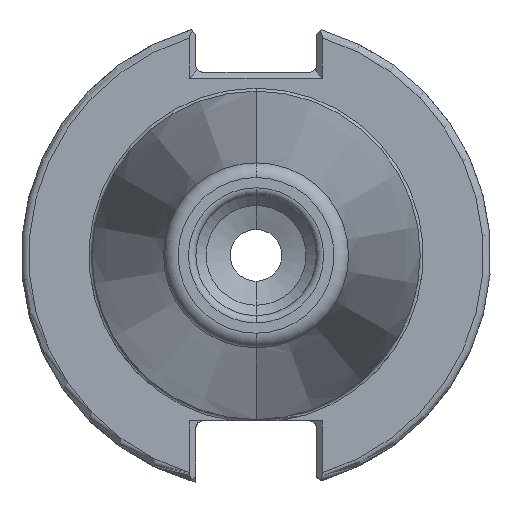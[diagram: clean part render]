
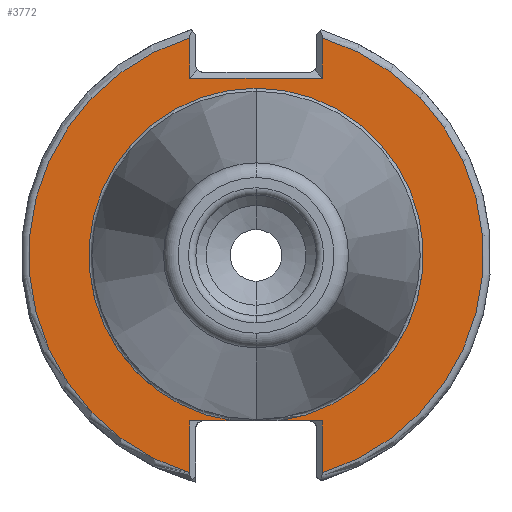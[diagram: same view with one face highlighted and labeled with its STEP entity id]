
A CAD part, left-side view. The second image highlights one B-rep face of the part: STEP entity #3772.
In plain terms, the highlighted planar face has unit normal (-1, 0, 0).
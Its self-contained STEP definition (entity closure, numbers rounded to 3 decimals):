
#41 = ORIENTED_EDGE ( 'NONE', *, *, #2949, .T. ) ;
#62 = DIRECTION ( 'NONE',  ( -1., 0., 0. ) ) ;
#67 = DIRECTION ( 'NONE',  ( 0., 0., -1. ) ) ;
#146 = LINE ( 'NONE', #1959, #3779 ) ;
#178 = ORIENTED_EDGE ( 'NONE', *, *, #4309, .T. ) ;
#182 = DIRECTION ( 'NONE',  ( 0., -1., 0. ) ) ;
#188 = EDGE_CURVE ( 'NONE', #4345, #720, #2848, .T. ) ;
#416 = CARTESIAN_POINT ( 'NONE',  ( -76.82, 0., 24. ) ) ;
#475 = DIRECTION ( 'NONE',  ( -1., 0., 0. ) ) ;
#505 = LINE ( 'NONE', #674, #1550 ) ;
#538 = CARTESIAN_POINT ( 'NONE',  ( -76.82, 0., 0. ) ) ;
#674 = CARTESIAN_POINT ( 'NONE',  ( -76.82, -8.99, 24.8 ) ) ;
#720 = VERTEX_POINT ( 'NONE', #3269 ) ;
#722 = CARTESIAN_POINT ( 'NONE',  ( -76.82, 0., 0. ) ) ;
#734 = CARTESIAN_POINT ( 'NONE',  ( -76.82, 8.99, -29.433 ) ) ;
#888 = VERTEX_POINT ( 'NONE', #4576 ) ;
#953 = ORIENTED_EDGE ( 'NONE', *, *, #3609, .F. ) ;
#1067 = ORIENTED_EDGE ( 'NONE', *, *, #2475, .T. ) ;
#1072 = ORIENTED_EDGE ( 'NONE', *, *, #3390, .T. ) ;
#1118 = DIRECTION ( 'NONE',  ( 0., 0., 1. ) ) ;
#1127 = LINE ( 'NONE', #1788, #5028 ) ;
#1219 = CARTESIAN_POINT ( 'NONE',  ( -76.82, 0., 0. ) ) ;
#1301 = CARTESIAN_POINT ( 'NONE',  ( -76.82, -3.112, -22.41 ) ) ;
#1527 = CARTESIAN_POINT ( 'NONE',  ( -76.82, 0., 0. ) ) ;
#1550 = VECTOR ( 'NONE', #2985, 1000. ) ;
#1588 = VERTEX_POINT ( 'NONE', #3853 ) ;
#1750 = DIRECTION ( 'NONE',  ( 0., 0., 1. ) ) ;
#1757 = DIRECTION ( 'NONE',  ( 0., 0., 1. ) ) ;
#1788 = CARTESIAN_POINT ( 'NONE',  ( -76.82, 8.99, 0. ) ) ;
#1820 = VERTEX_POINT ( 'NONE', #1301 ) ;
#1845 = LINE ( 'NONE', #416, #4022 ) ;
#1899 = CIRCLE ( 'NONE', #4768, 22.625 ) ;
#1913 = DIRECTION ( 'NONE',  ( 0., 0., -1. ) ) ;
#1941 = DIRECTION ( 'NONE',  ( 0., 1., 0. ) ) ;
#1959 = CARTESIAN_POINT ( 'NONE',  ( -76.82, -8.99, 0. ) ) ;
#1975 = DIRECTION ( 'NONE',  ( 0., 0., -1. ) ) ;
#2022 = CARTESIAN_POINT ( 'NONE',  ( -76.82, -8.19, -22.41 ) ) ;
#2027 = VERTEX_POINT ( 'NONE', #734 ) ;
#2120 = ORIENTED_EDGE ( 'NONE', *, *, #188, .F. ) ;
#2144 = CARTESIAN_POINT ( 'NONE',  ( -76.82, -8.99, -22.41 ) ) ;
#2205 = ORIENTED_EDGE ( 'NONE', *, *, #2764, .T. ) ;
#2322 = FACE_OUTER_BOUND ( 'NONE', #3288, .T. ) ;
#2383 = CARTESIAN_POINT ( 'NONE',  ( -76.82, 0., 0. ) ) ;
#2388 = DIRECTION ( 'NONE',  ( 1., 0., 0. ) ) ;
#2475 = EDGE_CURVE ( 'NONE', #2749, #1588, #505, .T. ) ;
#2499 = CARTESIAN_POINT ( 'NONE',  ( -76.82, -8.19, -22.41 ) ) ;
#2502 = VECTOR ( 'NONE', #1750, 1000. ) ;
#2509 = VECTOR ( 'NONE', #4783, 1000. ) ;
#2580 = EDGE_CURVE ( 'NONE', #888, #2749, #3101, .T. ) ;
#2647 = EDGE_CURVE ( 'NONE', #1588, #3195, #1845, .T. ) ;
#2670 = EDGE_CURVE ( 'NONE', #2907, #888, #146, .T. ) ;
#2749 = VERTEX_POINT ( 'NONE', #3973 ) ;
#2764 = EDGE_CURVE ( 'NONE', #1820, #2907, #3530, .T. ) ;
#2765 = CARTESIAN_POINT ( 'NONE',  ( -76.82, 8.99, -22.41 ) ) ;
#2769 = DIRECTION ( 'NONE',  ( 0., 0., -1. ) ) ;
#2848 = CIRCLE ( 'NONE', #3294, 22.625 ) ;
#2849 = EDGE_CURVE ( 'NONE', #3169, #720, #4325, .T. ) ;
#2907 = VERTEX_POINT ( 'NONE', #2144 ) ;
#2949 = EDGE_CURVE ( 'NONE', #2027, #3169, #1127, .T. ) ;
#2985 = DIRECTION ( 'NONE',  ( 0., 0., -1. ) ) ;
#3007 = ORIENTED_EDGE ( 'NONE', *, *, #2580, .T. ) ;
#3101 = CIRCLE ( 'NONE', #4532, 30.775 ) ;
#3137 = AXIS2_PLACEMENT_3D ( 'NONE', #2383, #62, #2769 ) ;
#3142 = ORIENTED_EDGE ( 'NONE', *, *, #2647, .T. ) ;
#3147 = CARTESIAN_POINT ( 'NONE',  ( -76.82, 0., 22.625 ) ) ;
#3169 = VERTEX_POINT ( 'NONE', #2765 ) ;
#3195 = VERTEX_POINT ( 'NONE', #3948 ) ;
#3269 = CARTESIAN_POINT ( 'NONE',  ( -76.82, 3.112, -22.41 ) ) ;
#3286 = VECTOR ( 'NONE', #182, 1000. ) ;
#3288 = EDGE_LOOP ( 'NONE', ( #1072, #178, #41, #4258, #2120, #953, #2205, #4063, #3007, #1067, #3142 ) ) ;
#3294 = AXIS2_PLACEMENT_3D ( 'NONE', #538, #475, #1757 ) ;
#3330 = CIRCLE ( 'NONE', #3137, 30.775 ) ;
#3390 = EDGE_CURVE ( 'NONE', #3195, #5040, #4458, .T. ) ;
#3422 = DIRECTION ( 'NONE',  ( -1., 0., 0. ) ) ;
#3436 = CARTESIAN_POINT ( 'NONE',  ( -76.82, 8.99, 29.433 ) ) ;
#3530 = LINE ( 'NONE', #2022, #2509 ) ;
#3609 = EDGE_CURVE ( 'NONE', #1820, #4345, #1899, .T. ) ;
#3772 = ADVANCED_FACE ( 'NONE', ( #2322 ), #4322, .F. ) ;
#3779 = VECTOR ( 'NONE', #1975, 1000. ) ;
#3853 = CARTESIAN_POINT ( 'NONE',  ( -76.82, -8.99, 24. ) ) ;
#3867 = AXIS2_PLACEMENT_3D ( 'NONE', #1219, #2388, #67 ) ;
#3948 = CARTESIAN_POINT ( 'NONE',  ( -76.82, 8.99, 24. ) ) ;
#3973 = CARTESIAN_POINT ( 'NONE',  ( -76.82, -8.99, 29.433 ) ) ;
#4022 = VECTOR ( 'NONE', #1941, 1000. ) ;
#4063 = ORIENTED_EDGE ( 'NONE', *, *, #2670, .T. ) ;
#4229 = DIRECTION ( 'NONE',  ( -1., 0., 0. ) ) ;
#4258 = ORIENTED_EDGE ( 'NONE', *, *, #2849, .T. ) ;
#4309 = EDGE_CURVE ( 'NONE', #5040, #2027, #3330, .T. ) ;
#4322 = PLANE ( 'NONE',  #3867 ) ;
#4325 = LINE ( 'NONE', #2499, #3286 ) ;
#4345 = VERTEX_POINT ( 'NONE', #3147 ) ;
#4458 = LINE ( 'NONE', #4479, #2502 ) ;
#4479 = CARTESIAN_POINT ( 'NONE',  ( -76.82, 8.99, 30.701 ) ) ;
#4517 = DIRECTION ( 'NONE',  ( 0., 0., 1. ) ) ;
#4532 = AXIS2_PLACEMENT_3D ( 'NONE', #1527, #4229, #1913 ) ;
#4576 = CARTESIAN_POINT ( 'NONE',  ( -76.82, -8.99, -29.433 ) ) ;
#4768 = AXIS2_PLACEMENT_3D ( 'NONE', #722, #3422, #1118 ) ;
#4783 = DIRECTION ( 'NONE',  ( 0., -1., 0. ) ) ;
#5028 = VECTOR ( 'NONE', #4517, 1000. ) ;
#5040 = VERTEX_POINT ( 'NONE', #3436 ) ;
